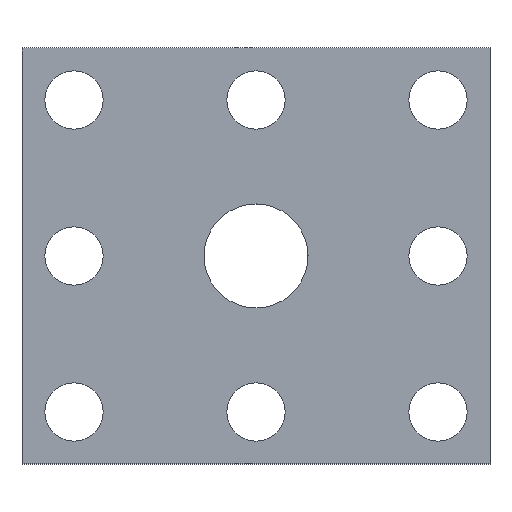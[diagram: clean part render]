
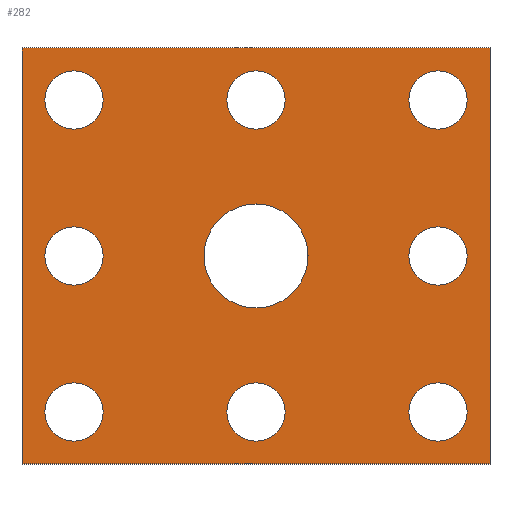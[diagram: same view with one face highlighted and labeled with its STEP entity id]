
A CAD part, top view. The second image highlights one B-rep face of the part: STEP entity #282.
In plain terms, the highlighted planar face has unit normal (0, 0, 1).
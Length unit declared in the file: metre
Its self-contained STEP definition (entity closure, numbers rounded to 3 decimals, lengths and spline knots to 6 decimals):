
#12=CIRCLE('',#301,0.007112);
#14=CIRCLE('',#304,0.007112);
#16=CIRCLE('',#307,0.007112);
#18=CIRCLE('',#310,0.007112);
#20=CIRCLE('',#313,0.0127);
#22=CIRCLE('',#316,0.007112);
#24=CIRCLE('',#319,0.007112);
#26=CIRCLE('',#322,0.007112);
#28=CIRCLE('',#325,0.007112);
#73=ORIENTED_EDGE('',*,*,#125,.T.);
#74=ORIENTED_EDGE('',*,*,#123,.T.);
#75=ORIENTED_EDGE('',*,*,#121,.F.);
#76=ORIENTED_EDGE('',*,*,#119,.F.);
#77=ORIENTED_EDGE('',*,*,#117,.F.);
#78=ORIENTED_EDGE('',*,*,#115,.F.);
#79=ORIENTED_EDGE('',*,*,#113,.T.);
#80=ORIENTED_EDGE('',*,*,#111,.F.);
#81=ORIENTED_EDGE('',*,*,#109,.F.);
#82=ORIENTED_EDGE('',*,*,#101,.F.);
#83=ORIENTED_EDGE('',*,*,#105,.T.);
#84=ORIENTED_EDGE('',*,*,#108,.T.);
#85=ORIENTED_EDGE('',*,*,#128,.F.);
#101=EDGE_CURVE('',#131,#132,#157,.T.);
#105=EDGE_CURVE('',#131,#134,#161,.T.);
#108=EDGE_CURVE('',#134,#136,#164,.T.);
#109=EDGE_CURVE('',#137,#137,#12,.T.);
#111=EDGE_CURVE('',#139,#139,#14,.T.);
#113=EDGE_CURVE('',#141,#141,#16,.T.);
#115=EDGE_CURVE('',#143,#143,#18,.T.);
#117=EDGE_CURVE('',#145,#145,#20,.T.);
#119=EDGE_CURVE('',#147,#147,#22,.T.);
#121=EDGE_CURVE('',#149,#149,#24,.T.);
#123=EDGE_CURVE('',#151,#151,#26,.T.);
#125=EDGE_CURVE('',#153,#153,#28,.T.);
#128=EDGE_CURVE('',#132,#136,#166,.T.);
#131=VERTEX_POINT('',#416);
#132=VERTEX_POINT('',#418);
#134=VERTEX_POINT('',#424);
#136=VERTEX_POINT('',#430);
#137=VERTEX_POINT('',#434);
#139=VERTEX_POINT('',#439);
#141=VERTEX_POINT('',#444);
#143=VERTEX_POINT('',#449);
#145=VERTEX_POINT('',#454);
#147=VERTEX_POINT('',#459);
#149=VERTEX_POINT('',#464);
#151=VERTEX_POINT('',#469);
#153=VERTEX_POINT('',#474);
#157=LINE('',#417,#169);
#161=LINE('',#425,#173);
#164=LINE('',#431,#176);
#166=LINE('',#479,#178);
#169=VECTOR('',#336,1.);
#173=VECTOR('',#342,1.);
#176=VECTOR('',#347,1.);
#178=VECTOR('',#405,1.);
#201=EDGE_LOOP('',(#73));
#202=EDGE_LOOP('',(#74));
#203=EDGE_LOOP('',(#75));
#204=EDGE_LOOP('',(#76));
#205=EDGE_LOOP('',(#77));
#206=EDGE_LOOP('',(#78));
#207=EDGE_LOOP('',(#79));
#208=EDGE_LOOP('',(#80));
#209=EDGE_LOOP('',(#81));
#210=EDGE_LOOP('',(#82,#83,#84,#85));
#243=FACE_BOUND('',#201,.T.);
#244=FACE_BOUND('',#202,.T.);
#245=FACE_BOUND('',#203,.T.);
#246=FACE_BOUND('',#204,.T.);
#247=FACE_BOUND('',#205,.T.);
#248=FACE_BOUND('',#206,.T.);
#249=FACE_BOUND('',#207,.T.);
#250=FACE_BOUND('',#208,.T.);
#251=FACE_BOUND('',#209,.T.);
#252=FACE_BOUND('',#210,.T.);
#267=PLANE('',#328);
#282=ADVANCED_FACE('',(#243,#244,#245,#246,#247,#248,#249,#250,#251,#252),
#267,.T.);
#301=AXIS2_PLACEMENT_3D('',#433,#350,#351);
#304=AXIS2_PLACEMENT_3D('',#438,#356,#357);
#307=AXIS2_PLACEMENT_3D('',#443,#362,#363);
#310=AXIS2_PLACEMENT_3D('',#448,#368,#369);
#313=AXIS2_PLACEMENT_3D('',#453,#374,#375);
#316=AXIS2_PLACEMENT_3D('',#458,#380,#381);
#319=AXIS2_PLACEMENT_3D('',#463,#386,#387);
#322=AXIS2_PLACEMENT_3D('',#468,#392,#393);
#325=AXIS2_PLACEMENT_3D('',#473,#398,#399);
#328=AXIS2_PLACEMENT_3D('',#480,#406,#407);
#336=DIRECTION('',(-1.,0.,0.));
#342=DIRECTION('',(0.,1.,0.));
#347=DIRECTION('',(-1.,0.,0.));
#350=DIRECTION('',(0.,0.,1.));
#351=DIRECTION('',(1.,0.,0.));
#356=DIRECTION('',(0.,0.,1.));
#357=DIRECTION('',(1.,0.,0.));
#362=DIRECTION('',(0.,0.,-1.));
#363=DIRECTION('',(1.,0.,0.));
#368=DIRECTION('',(0.,0.,1.));
#369=DIRECTION('',(1.,0.,0.));
#374=DIRECTION('',(0.,0.,1.));
#375=DIRECTION('',(1.,0.,0.));
#380=DIRECTION('',(0.,0.,1.));
#381=DIRECTION('',(1.,0.,0.));
#386=DIRECTION('',(0.,0.,1.));
#387=DIRECTION('',(1.,0.,0.));
#392=DIRECTION('',(0.,0.,-1.));
#393=DIRECTION('',(1.,0.,0.));
#398=DIRECTION('',(0.,0.,-1.));
#399=DIRECTION('',(1.,0.,0.));
#405=DIRECTION('',(0.,1.,0.));
#406=DIRECTION('',(0.,0.,1.));
#407=DIRECTION('',(1.,0.,0.));
#416=CARTESIAN_POINT('',(0.05715,-0.0508,0.001575));
#417=CARTESIAN_POINT('',(0.,-0.0508,0.001575));
#418=CARTESIAN_POINT('',(-0.05715,-0.0508,0.001575));
#424=CARTESIAN_POINT('',(0.05715,0.0508,0.001575));
#425=CARTESIAN_POINT('',(0.05715,0.,0.001575));
#430=CARTESIAN_POINT('',(-0.05715,0.0508,0.001575));
#431=CARTESIAN_POINT('',(0.,0.0508,0.001575));
#433=CARTESIAN_POINT('',(-0.04445,0.,0.001575));
#434=CARTESIAN_POINT('',(-0.037338,0.,0.001575));
#438=CARTESIAN_POINT('',(-0.04445,0.0381,0.001575));
#439=CARTESIAN_POINT('',(-0.037338,0.0381,0.001575));
#443=CARTESIAN_POINT('',(0.04445,0.,0.001575));
#444=CARTESIAN_POINT('',(0.051562,0.,0.001575));
#448=CARTESIAN_POINT('',(0.04445,-0.0381,0.001575));
#449=CARTESIAN_POINT('',(0.051562,-0.0381,0.001575));
#453=CARTESIAN_POINT('',(0.,0.,0.001575));
#454=CARTESIAN_POINT('',(0.0127,0.,0.001575));
#458=CARTESIAN_POINT('',(0.,-0.0381,0.001575));
#459=CARTESIAN_POINT('',(0.007112,-0.0381,0.001575));
#463=CARTESIAN_POINT('',(0.,0.0381,0.001575));
#464=CARTESIAN_POINT('',(0.007112,0.0381,0.001575));
#468=CARTESIAN_POINT('',(0.04445,0.0381,0.001575));
#469=CARTESIAN_POINT('',(0.051562,0.0381,0.001575));
#473=CARTESIAN_POINT('',(-0.04445,-0.0381,0.001575));
#474=CARTESIAN_POINT('',(-0.037338,-0.0381,0.001575));
#479=CARTESIAN_POINT('',(-0.05715,0.,0.001575));
#480=CARTESIAN_POINT('',(0.,0.,0.001575));
